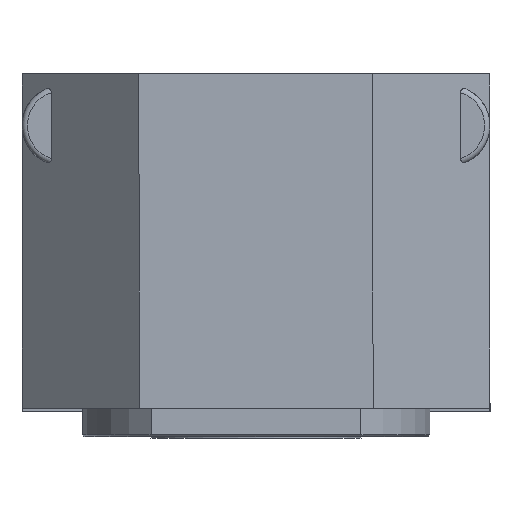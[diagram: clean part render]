
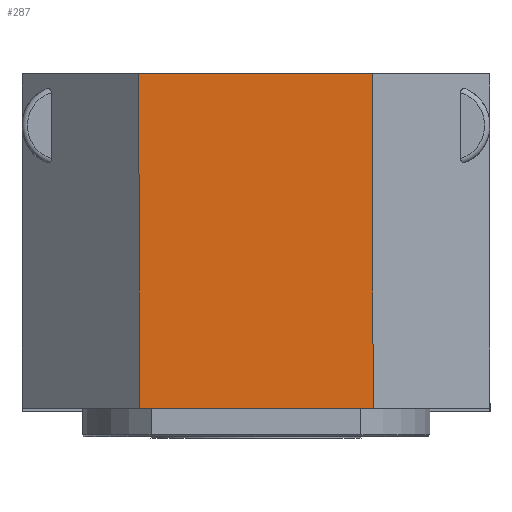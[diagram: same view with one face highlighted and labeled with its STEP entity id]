
A CAD part, left-side view. The second image highlights one B-rep face of the part: STEP entity #287.
In plain terms, the highlighted planar face has unit normal (-1, 0, 0).
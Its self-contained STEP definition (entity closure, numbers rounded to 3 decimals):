
#86=LINE('',#1579,#150);
#105=LINE('',#1665,#169);
#106=LINE('',#1667,#170);
#107=LINE('',#1669,#171);
#150=VECTOR('',#1277,1.);
#169=VECTOR('',#1314,1.);
#170=VECTOR('',#1317,1.);
#171=VECTOR('',#1318,1.);
#287=ADVANCED_FACE('',(#372),#340,.T.);
#340=PLANE('',#1097);
#372=FACE_OUTER_BOUND('',#444,.T.);
#444=EDGE_LOOP('',(#603,#604,#605,#606));
#603=ORIENTED_EDGE('',*,*,#900,.T.);
#604=ORIENTED_EDGE('',*,*,#901,.T.);
#605=ORIENTED_EDGE('',*,*,#902,.T.);
#606=ORIENTED_EDGE('',*,*,#876,.F.);
#778=VERTEX_POINT('',#1578);
#779=VERTEX_POINT('',#1580);
#795=VERTEX_POINT('',#1664);
#796=VERTEX_POINT('',#1668);
#876=EDGE_CURVE('',#778,#779,#86,.T.);
#900=EDGE_CURVE('',#778,#795,#105,.T.);
#901=EDGE_CURVE('',#795,#796,#106,.T.);
#902=EDGE_CURVE('',#796,#779,#107,.T.);
#1097=AXIS2_PLACEMENT_3D('',#1670,#1319,#1320);
#1277=DIRECTION('',(0.,-1.,0.));
#1314=DIRECTION('',(0.,0.,-1.));
#1317=DIRECTION('',(0.,-1.,0.));
#1318=DIRECTION('',(0.,0.,1.));
#1319=DIRECTION('',(-1.,0.,0.));
#1320=DIRECTION('',(0.,0.,-1.));
#1578=CARTESIAN_POINT('',(-122.,35.,72.));
#1579=CARTESIAN_POINT('',(-122.,-70.,72.));
#1580=CARTESIAN_POINT('',(-122.,-35.,72.));
#1664=CARTESIAN_POINT('',(-122.,35.,-28.));
#1665=CARTESIAN_POINT('',(-122.,35.,78.9));
#1667=CARTESIAN_POINT('',(-122.,-70.,-28.));
#1668=CARTESIAN_POINT('',(-122.,-35.,-28.));
#1669=CARTESIAN_POINT('',(-122.,-35.,78.9));
#1670=CARTESIAN_POINT('',(-122.,-70.,78.9));
